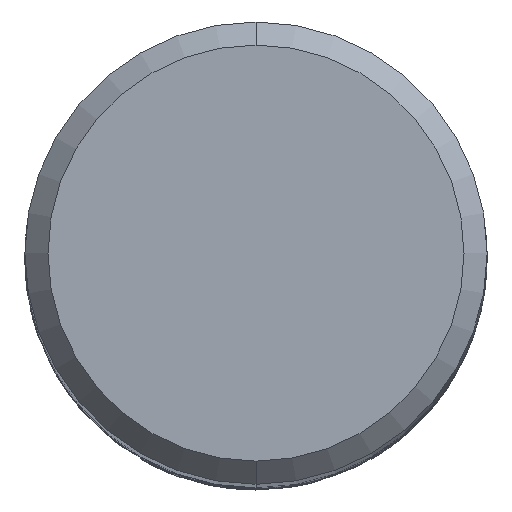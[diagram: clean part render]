
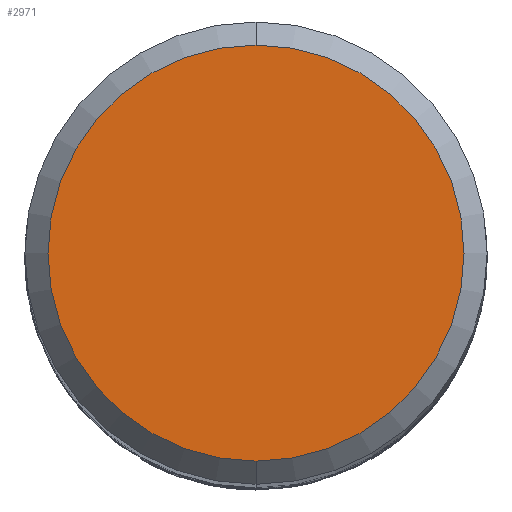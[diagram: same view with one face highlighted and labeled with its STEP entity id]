
A CAD part, top view. The second image highlights one B-rep face of the part: STEP entity #2971.
In plain terms, the highlighted planar face has unit normal (0, 0, 1).
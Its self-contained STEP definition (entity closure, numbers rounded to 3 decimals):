
#1209=EDGE_CURVE('',#2417,#2733,#3212,.T.);
#1491=EDGE_CURVE('',#2733,#2417,#3519,.T.);
#2417=VERTEX_POINT('',#4516);
#2733=VERTEX_POINT('',#4865);
#2971=ADVANCED_FACE('',(#5123),#5124,.T.);
#3212=CIRCLE('',#8403,4.5);
#3519=CIRCLE('',#10959,4.5);
#4516=CARTESIAN_POINT('',(0.0,4.5,0.0));
#4865=CARTESIAN_POINT('',(0.,-4.5,0.0));
#5123=FACE_OUTER_BOUND('',#26070,.T.);
#5124=PLANE('',#26071);
#8403=AXIS2_PLACEMENT_3D('',#26785,#26786,#26787);
#10959=AXIS2_PLACEMENT_3D('',#27147,#27148,#27149);
#26070=EDGE_LOOP('',(#28780,#28781));
#26071=AXIS2_PLACEMENT_3D('',#28782,#28783,#28784);
#26785=CARTESIAN_POINT('',(0.0,0.0,0.0));
#26786=DIRECTION('',(0.0,0.0,-1.0));
#26787=DIRECTION('',(0.0,1.0,0.0));
#27147=CARTESIAN_POINT('',(0.0,0.0,0.0));
#27148=DIRECTION('',(0.0,0.0,-1.0));
#27149=DIRECTION('',(0.0,1.0,0.0));
#28780=ORIENTED_EDGE('',*,*,#1209,.F.);
#28781=ORIENTED_EDGE('',*,*,#1491,.F.);
#28782=CARTESIAN_POINT('',(0.0,2.25,0.0));
#28783=DIRECTION('',(-0.0,0.0,1.0));
#28784=DIRECTION('',(0.0,-1.0,0.0));
